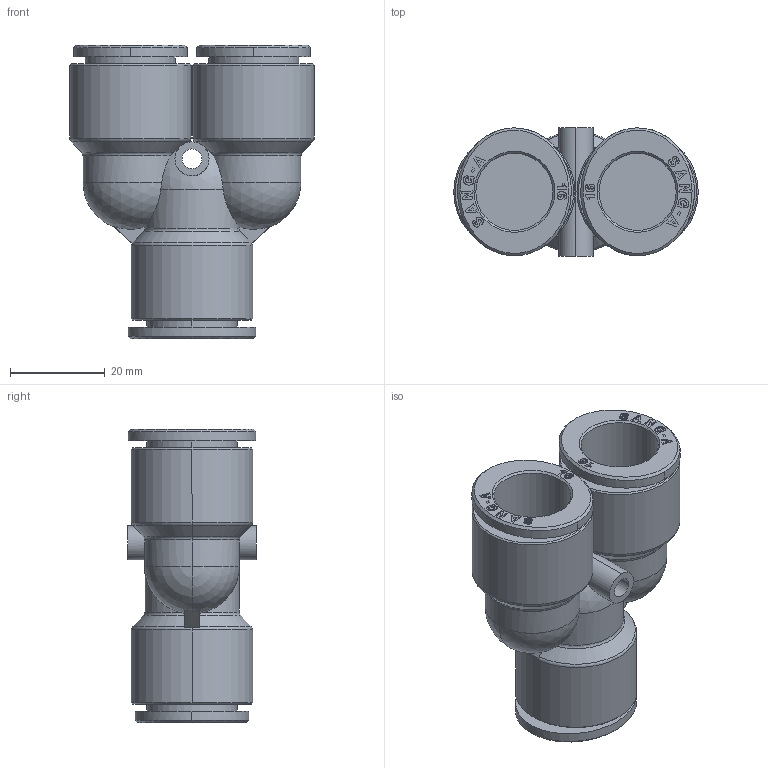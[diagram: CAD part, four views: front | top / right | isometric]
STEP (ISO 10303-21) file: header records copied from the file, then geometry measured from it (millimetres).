
FILE_DESCRIPTION((''),'2;1');
FILE_NAME('GPY 16(3D).stp','2012-12-26T19:07:29',(''),(''),'Mechanical Desktop.R8.0.24.0','Mechanical Desktop.R8.0.24.0',', , ');
FILE_SCHEMA(('CONFIG_CONTROL_DESIGN'));
Length unit declared in the file: millimetre
Products named in the file (2): GPY 16(3D); 睡ヶ1
Assembly tree (1 placements, depth 2):
  GPY 16(3D)
    睡ヶ1
Bounding box: 51.6 x 27.2 x 62 mm (x, y, z)
Volume: 29163.4 mm3; surface area: 14920.6 mm2
Topology: 1 solids, 1 shells, 735 faces, 2056 edges, 1361 vertices
Faces by surface type: plane 554, bspline 93, cylinder 58, cone 18, sphere 6, torus 6
Entity records: 26353 total; most frequent: CARTESIAN_POINT 7484, ORIENTED_EDGE 4104, DIRECTION 3616, EDGE_CURVE 2052, VECTOR 1666, LINE 1666, VERTEX_POINT 1361, AXIS2_PLACEMENT_3D 975
